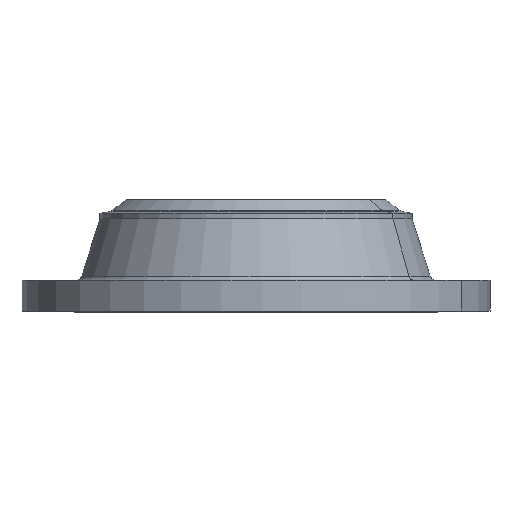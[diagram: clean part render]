
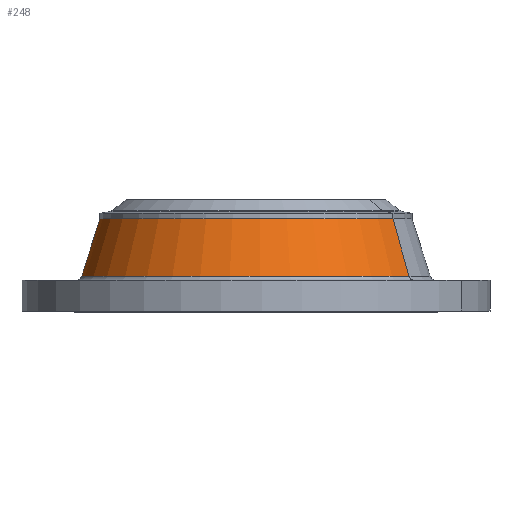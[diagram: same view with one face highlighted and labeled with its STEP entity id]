
A CAD part, left-side view. The second image highlights one B-rep face of the part: STEP entity #248.
In plain terms, the highlighted conical face has half-angle 17.542 degrees and reference radius 177.8 mm.
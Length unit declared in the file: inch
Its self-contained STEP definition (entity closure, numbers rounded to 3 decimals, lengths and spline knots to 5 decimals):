
#196=AXIS2_PLACEMENT_3D('Circle Axis2P3D',#194,#195,$) ;
#209=AXIS2_PLACEMENT_3D('Cone Axis2P3D',#206,#207,#208) ;
#239=AXIS2_PLACEMENT_3D('Circle Axis2P3D',#237,#238,$) ;
#167=CARTESIAN_POINT('Vertex',(3.74901,6.86251,1.55465)) ;
#174=CARTESIAN_POINT('Vertex',(-3.74901,-6.86251,1.55465)) ;
#194=CARTESIAN_POINT('Axis2P3D Location',(0.,0.,1.55465)) ;
#206=CARTESIAN_POINT('Axis2P3D Location',(0.,0.,4.14808)) ;
#211=CARTESIAN_POINT('Line Origine',(3.55249,6.5028,2.85136)) ;
#215=CARTESIAN_POINT('Vertex',(3.35598,6.14308,4.14808)) ;
#222=CARTESIAN_POINT('Vertex',(-3.35598,-6.14308,4.14808)) ;
#225=CARTESIAN_POINT('Line Origine',(-3.55249,-6.5028,2.85136)) ;
#237=CARTESIAN_POINT('Axis2P3D Location',(0.,0.,4.14808)) ;
#195=DIRECTION('Axis2P3D Direction',(0.,0.,-0.039)) ;
#207=DIRECTION('Axis2P3D Direction',(0.,0.,-0.039)) ;
#208=DIRECTION('Axis2P3D XDirection',(-0.019,-0.035,0.)) ;
#212=DIRECTION('Vector Direction',(0.006,0.01,-0.038)) ;
#226=DIRECTION('Vector Direction',(-0.006,-0.01,-0.038)) ;
#238=DIRECTION('Axis2P3D Direction',(0.,0.,-0.039)) ;
#213=VECTOR('Line Direction',#212,0.03937) ;
#227=VECTOR('Line Direction',#226,0.03937) ;
#243=ORIENTED_EDGE('',*,*,#198,.F.) ;
#244=ORIENTED_EDGE('',*,*,#229,.T.) ;
#245=ORIENTED_EDGE('',*,*,#241,.T.) ;
#246=ORIENTED_EDGE('',*,*,#217,.F.) ;
#248=ADVANCED_FACE('PartBody',(#247),#210,.T.) ;
#197=CIRCLE('generated circle',#196,7.81979) ;
#240=CIRCLE('generated circle',#239,7.) ;
#210=CONICAL_SURFACE('Cone',#209,7.,0.306) ;
#198=EDGE_CURVE('',#175,#168,#197,.T.) ;
#217=EDGE_CURVE('',#168,#216,#214,.F.) ;
#229=EDGE_CURVE('',#175,#223,#228,.F.) ;
#241=EDGE_CURVE('',#223,#216,#240,.T.) ;
#242=EDGE_LOOP('',(#243,#244,#245,#246)) ;
#247=FACE_OUTER_BOUND('',#242,.T.) ;
#214=LINE('Line',#211,#213) ;
#228=LINE('Line',#225,#227) ;
#168=VERTEX_POINT('',#167) ;
#175=VERTEX_POINT('',#174) ;
#216=VERTEX_POINT('',#215) ;
#223=VERTEX_POINT('',#222) ;
